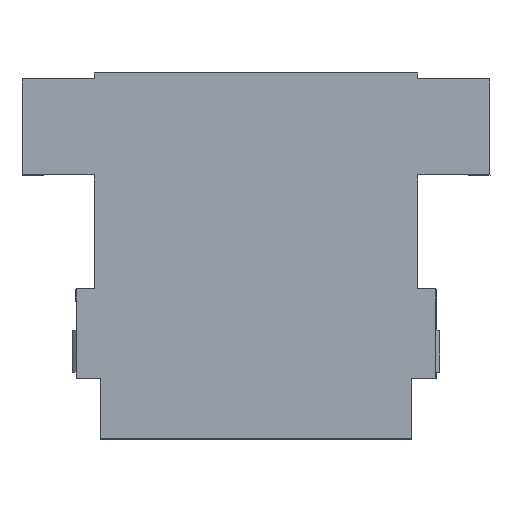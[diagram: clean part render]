
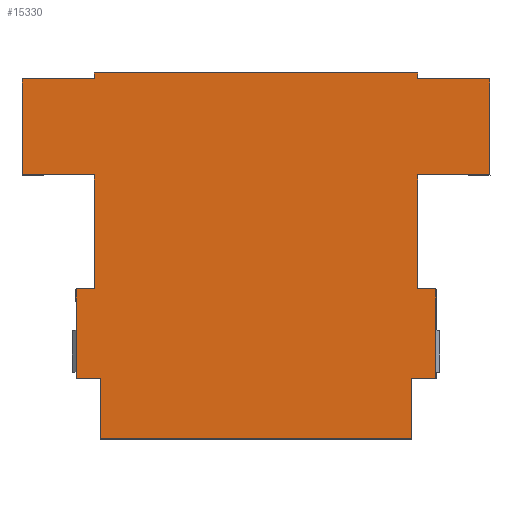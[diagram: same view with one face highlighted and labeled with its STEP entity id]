
A CAD part, top view. The second image highlights one B-rep face of the part: STEP entity #15330.
In plain terms, the highlighted planar face has unit normal (0, 0, 1).
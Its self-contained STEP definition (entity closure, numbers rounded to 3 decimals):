
#1170=CARTESIAN_POINT('',(-18.545,-17.05,
12.15));
#1180=DIRECTION('',(0.,-1.,0.));
#1190=VECTOR('',#1180,1.);
#1200=LINE('',#1170,#1190);
#1210=CARTESIAN_POINT('',(-18.545,-17.3,
12.15));
#1220=VERTEX_POINT('',#1210);
#1230=CARTESIAN_POINT('',(-18.545,-18.79,
12.15));
#1240=VERTEX_POINT('',#1230);
#1250=EDGE_CURVE('',#1220,#1240,#1200,.T.);
#6170=CARTESIAN_POINT('',(-17.69,-13.8,
12.15));
#6180=DIRECTION('',(-1.,0.,0.));
#6190=VECTOR('',#6180,1.);
#6200=LINE('',#6170,#6190);
#6210=CARTESIAN_POINT('',(-24.24,-13.8,
12.15));
#6220=VERTEX_POINT('',#6210);
#6230=CARTESIAN_POINT('',(-25.445,-13.8,
12.15));
#6240=VERTEX_POINT('',#6230);
#6250=EDGE_CURVE('',#6220,#6240,#6200,.T.);
#6930=CARTESIAN_POINT('',(-25.445,-15.4,
12.15));
#6940=VERTEX_POINT('',#6930);
#6990=CARTESIAN_POINT('',(-17.69,-15.4,
12.15));
#7000=DIRECTION('',(1.,0.,0.));
#7010=VECTOR('',#7000,1.);
#7020=LINE('',#6990,#7010);
#7030=CARTESIAN_POINT('',(-24.24,-15.4,
12.15));
#7040=VERTEX_POINT('',#7030);
#7050=EDGE_CURVE('',#6940,#7040,#7020,.T.);
#8170=CARTESIAN_POINT('',(-25.445,-17.05,
12.15));
#8180=DIRECTION('',(0.,-1.,0.));
#8190=VECTOR('',#8180,1.);
#8200=LINE('',#8170,#8190);
#8210=EDGE_CURVE('',#6240,#6940,#8200,.T.);
#10490=CARTESIAN_POINT('',(-24.545,-18.79,
12.15));
#10500=VERTEX_POINT('',#10490);
#10530=CARTESIAN_POINT('',(-17.69,-18.79,
12.15));
#10540=DIRECTION('',(-1.,0.,0.));
#10550=VECTOR('',#10540,1.);
#10560=LINE('',#10530,#10550);
#10570=CARTESIAN_POINT('',(-24.145,-18.79,
12.15));
#10580=VERTEX_POINT('',#10570);
#10590=EDGE_CURVE('',#10580,#10500,#10560,.T.);
#11770=CARTESIAN_POINT('',(-18.945,-18.79,
12.15));
#11780=VERTEX_POINT('',#11770);
#11810=CARTESIAN_POINT('',(-17.69,-18.79,
12.15));
#11820=DIRECTION('',(1.,0.,0.));
#11830=VECTOR('',#11820,1.);
#11840=LINE('',#11810,#11830);
#11850=EDGE_CURVE('',#11780,#1240,#11840,.T.);
#14140=CARTESIAN_POINT('',(-17.45,-13.548,
12.15));
#14150=DIRECTION('',(0.,0.,1.));
#14160=DIRECTION('',(1.,0.,0.));
#14170=AXIS2_PLACEMENT_3D('',#14140,#14150,#14160);
#14180=PLANE('',#14170);
#14190=CARTESIAN_POINT('',(-18.85,-17.05,
12.15));
#14200=DIRECTION('',(0.,-1.,0.));
#14210=VECTOR('',#14200,1.);
#14220=LINE('',#14190,#14210);
#14230=CARTESIAN_POINT('',(-18.85,-13.7,
12.15));
#14240=VERTEX_POINT('',#14230);
#14250=CARTESIAN_POINT('',(-18.85,-13.8,
12.15));
#14260=VERTEX_POINT('',#14250);
#14270=EDGE_CURVE('',#14240,#14260,#14220,.T.);
#14280=ORIENTED_EDGE('',*,*,#14270,.F.);
#14290=CARTESIAN_POINT('',(-17.69,-13.8,
12.15));
#14300=DIRECTION('',(1.,0.,0.));
#14310=VECTOR('',#14300,1.);
#14320=LINE('',#14290,#14310);
#14330=CARTESIAN_POINT('',(-17.645,-13.8,
12.15));
#14340=VERTEX_POINT('',#14330);
#14350=EDGE_CURVE('',#14260,#14340,#14320,.T.);
#14360=ORIENTED_EDGE('',*,*,#14350,.F.);
#14370=CARTESIAN_POINT('',(-17.645,-17.05,
12.15));
#14380=DIRECTION('',(0.,-1.,0.));
#14390=VECTOR('',#14380,1.);
#14400=LINE('',#14370,#14390);
#14410=CARTESIAN_POINT('',(-17.645,-15.4,
12.15));
#14420=VERTEX_POINT('',#14410);
#14430=EDGE_CURVE('',#14340,#14420,#14400,.T.);
#14440=ORIENTED_EDGE('',*,*,#14430,.F.);
#14450=CARTESIAN_POINT('',(-17.69,-15.4,
12.15));
#14460=DIRECTION('',(-1.,0.,0.));
#14470=VECTOR('',#14460,1.);
#14480=LINE('',#14450,#14470);
#14490=CARTESIAN_POINT('',(-18.85,-15.4,
12.15));
#14500=VERTEX_POINT('',#14490);
#14510=EDGE_CURVE('',#14420,#14500,#14480,.T.);
#14520=ORIENTED_EDGE('',*,*,#14510,.F.);
#14530=CARTESIAN_POINT('',(-18.85,-17.05,
12.15));
#14540=DIRECTION('',(0.,1.,0.));
#14550=VECTOR('',#14540,1.);
#14560=LINE('',#14530,#14550);
#14570=CARTESIAN_POINT('',(-18.85,-17.3,
12.15));
#14580=VERTEX_POINT('',#14570);
#14590=EDGE_CURVE('',#14580,#14500,#14560,.T.);
#14600=ORIENTED_EDGE('',*,*,#14590,.T.);
#14610=CARTESIAN_POINT('',(-17.69,-17.3,
12.15));
#14620=DIRECTION('',(1.,0.,0.));
#14630=VECTOR('',#14620,1.);
#14640=LINE('',#14610,#14630);
#14650=EDGE_CURVE('',#14580,#1220,#14640,.T.);
#14660=ORIENTED_EDGE('',*,*,#14650,.F.);
#14670=ORIENTED_EDGE('',*,*,#1250,.F.);
#14680=ORIENTED_EDGE('',*,*,#11850,.T.);
#14690=CARTESIAN_POINT('',(-18.945,-17.05,
12.15));
#14700=DIRECTION('',(0.,-1.,0.));
#14710=VECTOR('',#14700,1.);
#14720=LINE('',#14690,#14710);
#14730=CARTESIAN_POINT('',(-18.945,-19.8,
12.15));
#14740=VERTEX_POINT('',#14730);
#14750=EDGE_CURVE('',#11780,#14740,#14720,.T.);
#14760=ORIENTED_EDGE('',*,*,#14750,.F.);
#14770=CARTESIAN_POINT('',(-17.69,-19.8,
12.15));
#14780=DIRECTION('',(1.,0.,0.));
#14790=VECTOR('',#14780,1.);
#14800=LINE('',#14770,#14790);
#14810=CARTESIAN_POINT('',(-24.145,-19.8,
12.15));
#14820=VERTEX_POINT('',#14810);
#14830=EDGE_CURVE('',#14820,#14740,#14800,.T.);
#14840=ORIENTED_EDGE('',*,*,#14830,.T.);
#14850=CARTESIAN_POINT('',(-24.145,-17.05,
12.15));
#14860=DIRECTION('',(0.,-1.,0.));
#14870=VECTOR('',#14860,1.);
#14880=LINE('',#14850,#14870);
#14890=EDGE_CURVE('',#10580,#14820,#14880,.T.);
#14900=ORIENTED_EDGE('',*,*,#14890,.T.);
#14910=ORIENTED_EDGE('',*,*,#10590,.F.);
#14920=CARTESIAN_POINT('',(-24.545,-17.05,
12.15));
#14930=DIRECTION('',(0.,-1.,0.));
#14940=VECTOR('',#14930,1.);
#14950=LINE('',#14920,#14940);
#14960=CARTESIAN_POINT('',(-24.545,-17.3,
12.15));
#14970=VERTEX_POINT('',#14960);
#14980=EDGE_CURVE('',#14970,#10500,#14950,.T.);
#14990=ORIENTED_EDGE('',*,*,#14980,.T.);
#15000=CARTESIAN_POINT('',(-17.69,-17.3,
12.15));
#15010=DIRECTION('',(-1.,0.,0.));
#15020=VECTOR('',#15010,1.);
#15030=LINE('',#15000,#15020);
#15040=CARTESIAN_POINT('',(-24.24,-17.3,
12.15));
#15050=VERTEX_POINT('',#15040);
#15060=EDGE_CURVE('',#15050,#14970,#15030,.T.);
#15070=ORIENTED_EDGE('',*,*,#15060,.T.);
#15080=CARTESIAN_POINT('',(-24.24,-17.05,
12.15));
#15090=DIRECTION('',(0.,1.,0.));
#15100=VECTOR('',#15090,1.);
#15110=LINE('',#15080,#15100);
#15120=EDGE_CURVE('',#15050,#7040,#15110,.T.);
#15130=ORIENTED_EDGE('',*,*,#15120,.F.);
#15140=ORIENTED_EDGE('',*,*,#7050,.T.);
#15150=ORIENTED_EDGE('',*,*,#8210,.T.);
#15160=ORIENTED_EDGE('',*,*,#6250,.T.);
#15170=CARTESIAN_POINT('',(-24.24,-17.05,
12.15));
#15180=DIRECTION('',(0.,-1.,0.));
#15190=VECTOR('',#15180,1.);
#15200=LINE('',#15170,#15190);
#15210=CARTESIAN_POINT('',(-24.24,-13.7,
12.15));
#15220=VERTEX_POINT('',#15210);
#15230=EDGE_CURVE('',#15220,#6220,#15200,.T.);
#15240=ORIENTED_EDGE('',*,*,#15230,.T.);
#15250=CARTESIAN_POINT('',(-17.69,-13.7,
12.15));
#15260=DIRECTION('',(-1.,0.,0.));
#15270=VECTOR('',#15260,1.);
#15280=LINE('',#15250,#15270);
#15290=EDGE_CURVE('',#14240,#15220,#15280,.T.);
#15300=ORIENTED_EDGE('',*,*,#15290,.T.);
#15310=EDGE_LOOP('',(#15300,#15240,#15160,#15150,#15140,#15130,#15070,
#14990,#14910,#14900,#14840,#14760,#14680,#14670,#14660,#14600,#14520,
#14440,#14360,#14280));
#15320=FACE_OUTER_BOUND('',#15310,.T.);
#15330=ADVANCED_FACE('',(#15320),#14180,.T.);
